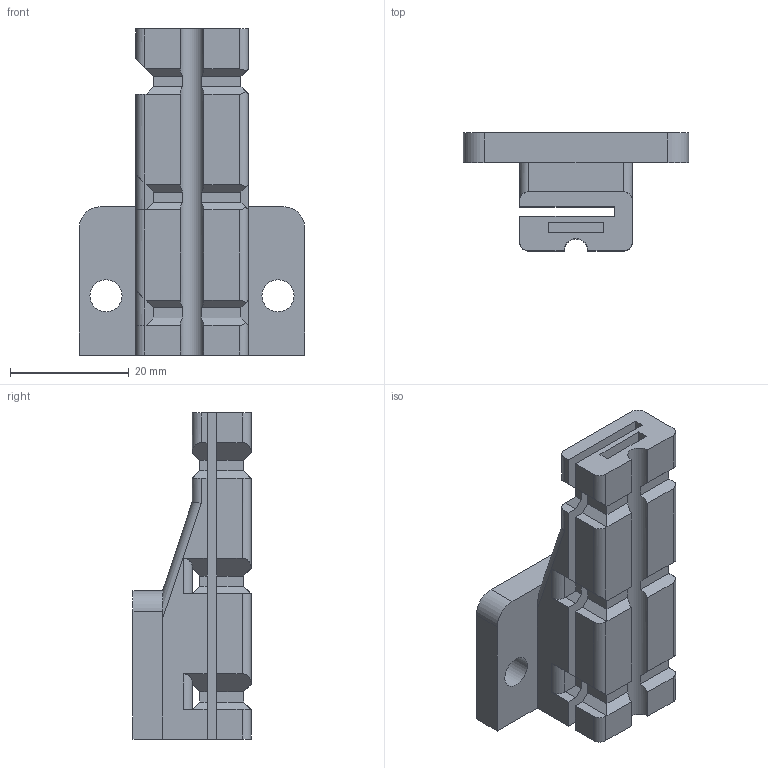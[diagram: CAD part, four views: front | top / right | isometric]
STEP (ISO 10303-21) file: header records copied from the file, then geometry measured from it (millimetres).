
FILE_DESCRIPTION(/* description */ (''),/* implementation_level */ '2;1');
FILE_NAME(/* name */ 'hemera_ribbon_cable_bracket.step',/* time_stamp */ '2020-05-08T22:01:01-04:00',/* author */ (''),/* organization */ (''),/* preprocessor_version */ 'ST-DEVELOPER v18.1',/* originating_system */ 'Autodesk Translation Framework v9.2.0.1227',/* authorisation */ '');
FILE_SCHEMA (('AUTOMOTIVE_DESIGN { 1 0 10303 214 3 1 1 }'));
Length unit declared in the file: millimetre
Products named in the file (1): hemera_ribbon_cable_bracket
Bounding box: 38 x 19.9 x 55 mm (x, y, z)
Volume: 14502 mm3; surface area: 8805 mm2
Topology: 1 solids, 1 shells, 118 faces, 321 edges, 202 vertices
Faces by surface type: plane 97, cylinder 21
Full cylindrical faces by diameter (mm): 5.4 x2
Entity records: 3708 total; most frequent: ORIENTED_EDGE 642, CARTESIAN_POINT 642, DIRECTION 621, EDGE_CURVE 321, LINE 259, VECTOR 259, VERTEX_POINT 202, AXIS2_PLACEMENT_3D 181
